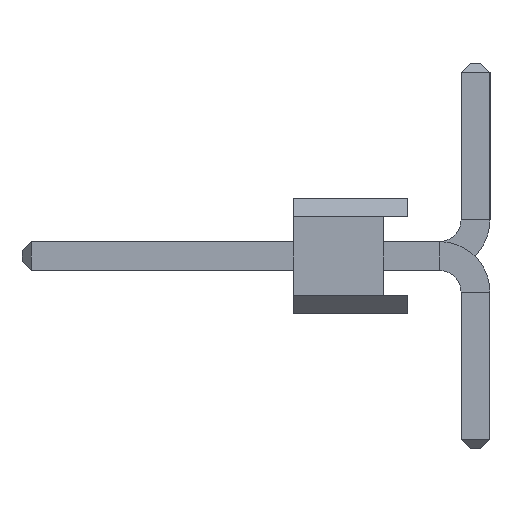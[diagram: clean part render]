
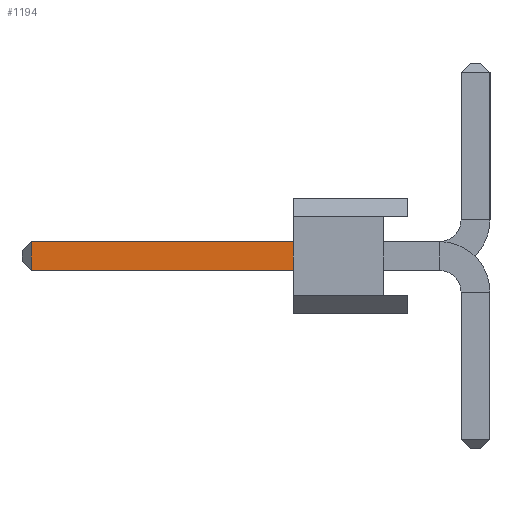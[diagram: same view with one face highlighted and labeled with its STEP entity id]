
A CAD part, left-side view. The second image highlights one B-rep face of the part: STEP entity #1194.
In plain terms, the highlighted planar face has unit normal (-1, 0, 0).
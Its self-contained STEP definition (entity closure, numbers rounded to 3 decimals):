
#25 = CARTESIAN_POINT ( 'NONE',  ( -0.32, 2.54, 0. ) ) ;
#78 = EDGE_LOOP ( 'NONE', ( #472, #1104, #2016, #1627 ) ) ;
#147 = VECTOR ( 'NONE', #973, 1000. ) ;
#215 = EDGE_CURVE ( 'NONE', #521, #1566, #994, .T. ) ;
#258 = LINE ( 'NONE', #1130, #1751 ) ;
#463 = VERTEX_POINT ( 'NONE', #1662 ) ;
#472 = ORIENTED_EDGE ( 'NONE', *, *, #820, .T. ) ;
#475 = CARTESIAN_POINT ( 'NONE',  ( -0.32, 8.34, -0.32 ) ) ;
#521 = VERTEX_POINT ( 'NONE', #1501 ) ;
#574 = VERTEX_POINT ( 'NONE', #1784 ) ;
#677 = EDGE_CURVE ( 'NONE', #463, #521, #1408, .T. ) ;
#749 = CARTESIAN_POINT ( 'NONE',  ( -0.32, -0.7, -0.32 ) ) ;
#820 = EDGE_CURVE ( 'NONE', #463, #574, #1689, .T. ) ;
#973 = DIRECTION ( 'NONE',  ( 0., 1., 0. ) ) ;
#994 = LINE ( 'NONE', #1423, #147 ) ;
#1099 = DIRECTION ( 'NONE',  ( 0., 1., 0. ) ) ;
#1104 = ORIENTED_EDGE ( 'NONE', *, *, #2003, .T. ) ;
#1130 = CARTESIAN_POINT ( 'NONE',  ( -0.32, 8.34, -0.32 ) ) ;
#1147 = DIRECTION ( 'NONE',  ( 0., 0., -1. ) ) ;
#1160 = AXIS2_PLACEMENT_3D ( 'NONE', #749, #1857, #1669 ) ;
#1164 = CARTESIAN_POINT ( 'NONE',  ( -0.32, -0.7, 0.32 ) ) ;
#1194 = ADVANCED_FACE ( 'NONE', ( #1721 ), #1209, .T. ) ;
#1209 = PLANE ( 'NONE',  #1160 ) ;
#1260 = VECTOR ( 'NONE', #1099, 1000. ) ;
#1408 = LINE ( 'NONE', #25, #1542 ) ;
#1423 = CARTESIAN_POINT ( 'NONE',  ( -0.32, -0.7, -0.32 ) ) ;
#1501 = CARTESIAN_POINT ( 'NONE',  ( -0.32, 2.54, -0.32 ) ) ;
#1542 = VECTOR ( 'NONE', #1147, 1000. ) ;
#1566 = VERTEX_POINT ( 'NONE', #475 ) ;
#1612 = DIRECTION ( 'NONE',  ( 0., 0., -1. ) ) ;
#1627 = ORIENTED_EDGE ( 'NONE', *, *, #677, .F. ) ;
#1662 = CARTESIAN_POINT ( 'NONE',  ( -0.32, 2.54, 0.32 ) ) ;
#1669 = DIRECTION ( 'NONE',  ( 0., 0., 1. ) ) ;
#1689 = LINE ( 'NONE', #1164, #1260 ) ;
#1721 = FACE_OUTER_BOUND ( 'NONE', #78, .T. ) ;
#1751 = VECTOR ( 'NONE', #1612, 1000. ) ;
#1784 = CARTESIAN_POINT ( 'NONE',  ( -0.32, 8.34, 0.32 ) ) ;
#1857 = DIRECTION ( 'NONE',  ( -1., 0., 0. ) ) ;
#2003 = EDGE_CURVE ( 'NONE', #574, #1566, #258, .T. ) ;
#2016 = ORIENTED_EDGE ( 'NONE', *, *, #215, .F. ) ;
